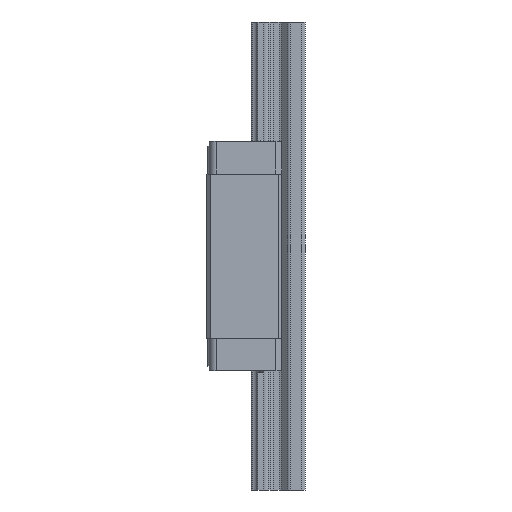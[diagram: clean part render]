
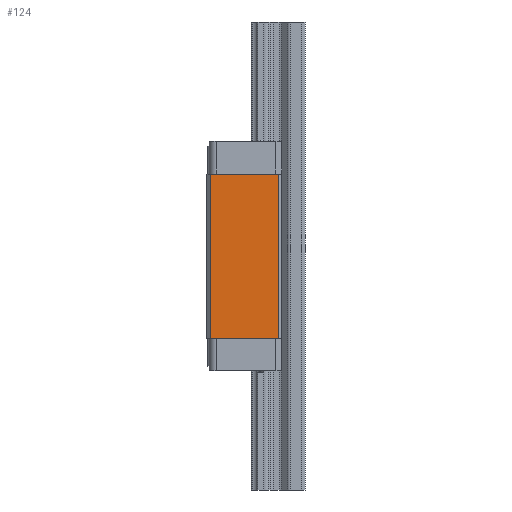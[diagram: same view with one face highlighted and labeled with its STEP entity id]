
A CAD part, left-side view. The second image highlights one B-rep face of the part: STEP entity #124.
In plain terms, the highlighted planar face has unit normal (-1, 0, 0).
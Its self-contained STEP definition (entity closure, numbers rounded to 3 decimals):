
#124=ADVANCED_FACE('',(#673),#674,.T.);
#673=FACE_OUTER_BOUND('',#1634,.T.);
#674=PLANE('',#1635);
#1634=EDGE_LOOP('',(#3369,#3370,#3371,#3372));
#1635=AXIS2_PLACEMENT_3D('',#3373,#3374,#3375);
#3369=ORIENTED_EDGE('',*,*,#7085,.T.);
#3370=ORIENTED_EDGE('',*,*,#7084,.T.);
#3371=ORIENTED_EDGE('',*,*,#7086,.F.);
#3372=ORIENTED_EDGE('',*,*,#7087,.F.);
#3373=CARTESIAN_POINT('',(-30.0,-11.7,0.0));
#3374=DIRECTION('',(-1.0,0.,0.0));
#3375=DIRECTION('',(0.0,0.0,1.0));
#7084=EDGE_CURVE('',#8538,#8540,#8542,.T.);
#7085=EDGE_CURVE('',#8543,#8538,#8544,.T.);
#7086=EDGE_CURVE('',#8545,#8540,#8546,.T.);
#7087=EDGE_CURVE('',#8543,#8545,#8547,.T.);
#8538=VERTEX_POINT('',#10845);
#8540=VERTEX_POINT('',#10848);
#8542=LINE('',#10851,#10852);
#8543=VERTEX_POINT('',#10853);
#8544=LINE('',#10854,#10855);
#8545=VERTEX_POINT('',#10856);
#8546=LINE('',#10857,#10858);
#8547=LINE('',#10859,#10860);
#10845=CARTESIAN_POINT('',(-30.0,17.5,0.0));
#10848=CARTESIAN_POINT('',(-30.0,17.5,-70.1));
#10851=CARTESIAN_POINT('',(-30.0,17.5,0.0));
#10852=VECTOR('',#14365,70.1);
#10853=CARTESIAN_POINT('',(-30.0,-11.7,0.0));
#10854=CARTESIAN_POINT('',(-30.0,-11.7,0.0));
#10855=VECTOR('',#14366,29.2);
#10856=CARTESIAN_POINT('',(-30.0,-11.7,-70.1));
#10857=CARTESIAN_POINT('',(-30.0,-11.7,-70.1));
#10858=VECTOR('',#14367,29.2);
#10859=CARTESIAN_POINT('',(-30.0,-11.7,0.0));
#10860=VECTOR('',#14368,70.1);
#14365=DIRECTION('',(0.0,0.0,-1.0));
#14366=DIRECTION('',(0.,1.0,0.0));
#14367=DIRECTION('',(0.,1.0,0.0));
#14368=DIRECTION('',(0.0,0.0,-1.0));
